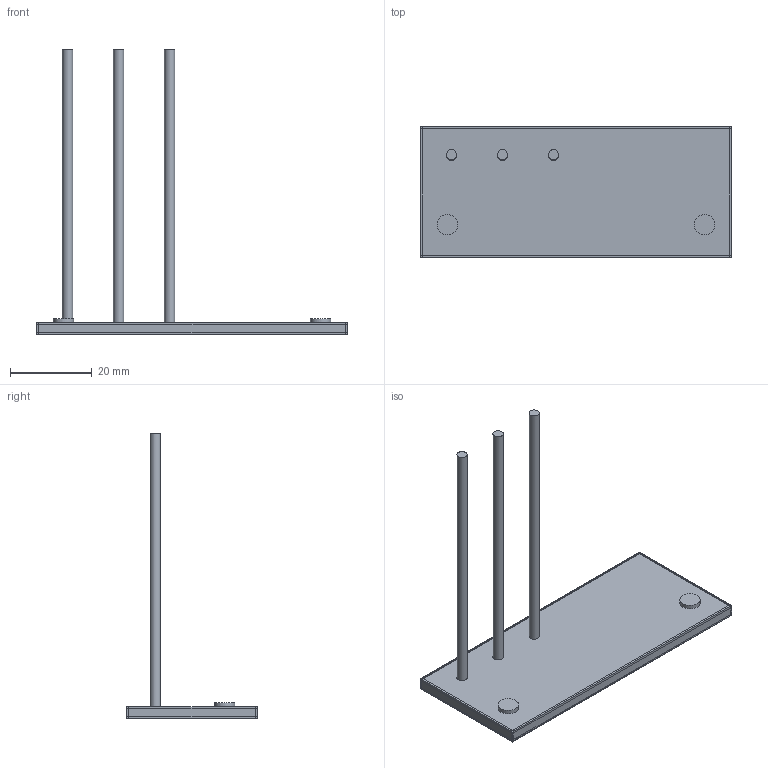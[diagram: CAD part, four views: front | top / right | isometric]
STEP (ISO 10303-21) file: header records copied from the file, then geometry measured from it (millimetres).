
FILE_DESCRIPTION(('FreeCAD Model'),'2;1');
FILE_NAME('Verbindung X Grundplatte.step','2020-08-04T15:29:17',('Author'),(''), 'Open CASCADE STEP processor 7.3','FreeCAD','Unknown');
FILE_SCHEMA(('AUTOMOTIVE_DESIGN { 1 0 10303 214 1 1 1 1 }'));
Length unit declared in the file: millimetre
Products named in the file (9): Grundplatte; Cube005; Cylinder018; Cylinder020; Fusion018; Cylinder110; Cylinder111; Cylinder112; Body003
Assembly tree (8 placements, depth 2):
  Grundplatte
    Cube005
    Cylinder018
    Cylinder020
    Fusion018
    Cylinder110
    Cylinder111
    Cylinder112
    Body003
Bounding box: 76 x 32 x 70 mm (x, y, z)
Volume: 16782.2 mm3; surface area: 14751.4 mm2
Topology: 12 solids, 12 shells, 67 faces, 113 edges, 62 vertices
Faces by surface type: plane 32, cylinder 27, sphere 8
Full cylindrical faces by diameter (mm): 2.5 x9, 5 x6
Entity records: 3195 total; most frequent: DIRECTION 521, CARTESIAN_POINT 453, LINE 231, VECTOR 231, ORIENTED_EDGE 210, PCURVE 210, DEFINITIONAL_REPRESENTATION 210, AXIS2_PLACEMENT_3D 130
